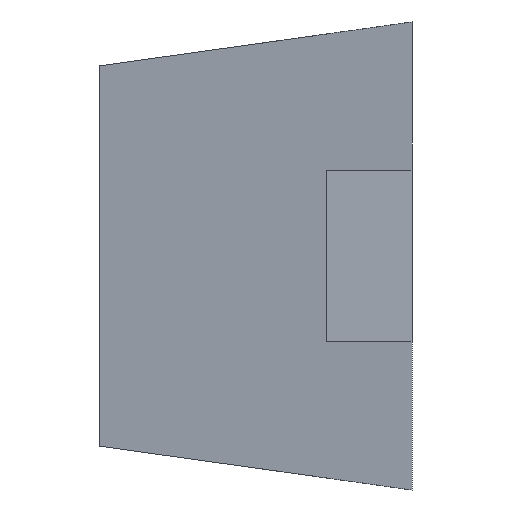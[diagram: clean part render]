
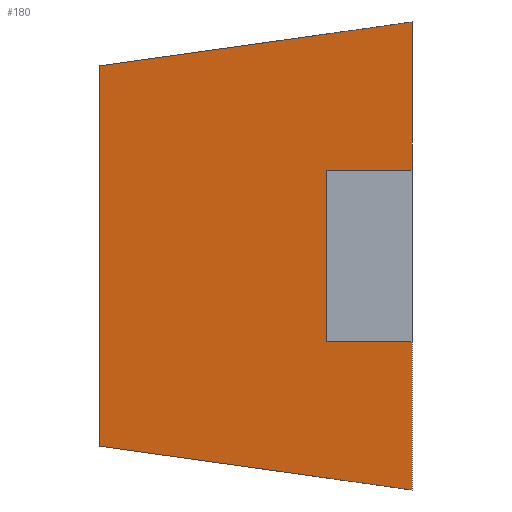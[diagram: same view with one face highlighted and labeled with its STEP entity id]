
A CAD part, left-side view. The second image highlights one B-rep face of the part: STEP entity #180.
In plain terms, the highlighted planar face has unit normal (-0.99, 0.139, 0).
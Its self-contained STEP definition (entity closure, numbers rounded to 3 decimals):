
#1 = CARTESIAN_POINT ( 'NONE',  ( -0.344, 0.4, -0.3 ) ) ;
#7 = DIRECTION ( 'NONE',  ( -0.99, 0.139, 0. ) ) ;
#35 = VERTEX_POINT ( 'NONE', #128 ) ;
#46 = AXIS2_PLACEMENT_3D ( 'NONE', #410, #7, #483 ) ;
#77 = VECTOR ( 'NONE', #159, 1000. ) ;
#88 = DIRECTION ( 'NONE',  ( -0.138, -0.981, -0.138 ) ) ;
#117 = EDGE_CURVE ( 'NONE', #841, #495, #423, .T. ) ;
#128 = CARTESIAN_POINT ( 'NONE',  ( -0.4, 0., 0.3 ) ) ;
#159 = DIRECTION ( 'NONE',  ( 0., 0., 1. ) ) ;
#180 = ADVANCED_FACE ( 'NONE', ( #894 ), #755, .T. ) ;
#194 = CARTESIAN_POINT ( 'NONE',  ( -0.4, 0., 0.3 ) ) ;
#219 = CARTESIAN_POINT ( 'NONE',  ( -0.4, 0., -0.3 ) ) ;
#237 = VECTOR ( 'NONE', #476, 1000. ) ;
#253 = VERTEX_POINT ( 'NONE', #569 ) ;
#306 = ORIENTED_EDGE ( 'NONE', *, *, #356, .T. ) ;
#309 = VECTOR ( 'NONE', #88, 1000. ) ;
#321 = CARTESIAN_POINT ( 'NONE',  ( -0.344, 0.4, 0.244 ) ) ;
#324 = DIRECTION ( 'NONE',  ( -0.138, -0.981, 0.138 ) ) ;
#335 = LINE ( 'NONE', #336, #309 ) ;
#336 = CARTESIAN_POINT ( 'NONE',  ( -0.4, 0., -0.3 ) ) ;
#355 = LINE ( 'NONE', #194, #720 ) ;
#356 = EDGE_CURVE ( 'NONE', #253, #35, #594, .T. ) ;
#385 = EDGE_CURVE ( 'NONE', #495, #35, #355, .T. ) ;
#410 = CARTESIAN_POINT ( 'NONE',  ( -0.4, 0., -0.3 ) ) ;
#413 = EDGE_LOOP ( 'NONE', ( #306, #510, #678, #717 ) ) ;
#423 = LINE ( 'NONE', #1, #237 ) ;
#476 = DIRECTION ( 'NONE',  ( 0., 0., 1. ) ) ;
#483 = DIRECTION ( 'NONE',  ( -0.139, -0.99, 0. ) ) ;
#495 = VERTEX_POINT ( 'NONE', #321 ) ;
#510 = ORIENTED_EDGE ( 'NONE', *, *, #385, .F. ) ;
#534 = CARTESIAN_POINT ( 'NONE',  ( -0.344, 0.4, -0.244 ) ) ;
#569 = CARTESIAN_POINT ( 'NONE',  ( -0.4, 0., -0.3 ) ) ;
#594 = LINE ( 'NONE', #219, #77 ) ;
#678 = ORIENTED_EDGE ( 'NONE', *, *, #117, .F. ) ;
#717 = ORIENTED_EDGE ( 'NONE', *, *, #892, .T. ) ;
#720 = VECTOR ( 'NONE', #324, 1000. ) ;
#755 = PLANE ( 'NONE',  #46 ) ;
#841 = VERTEX_POINT ( 'NONE', #534 ) ;
#892 = EDGE_CURVE ( 'NONE', #841, #253, #335, .T. ) ;
#894 = FACE_OUTER_BOUND ( 'NONE', #413, .T. ) ;
